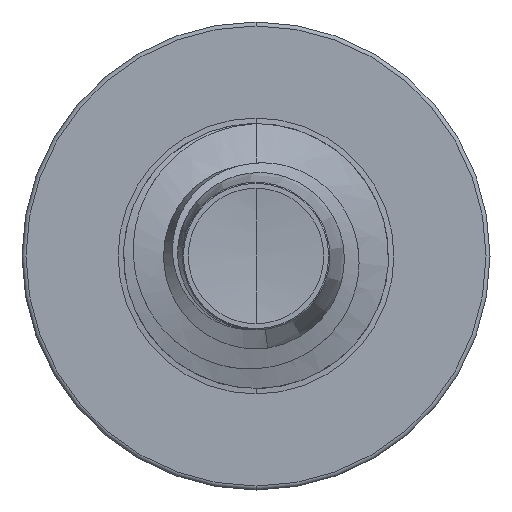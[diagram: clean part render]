
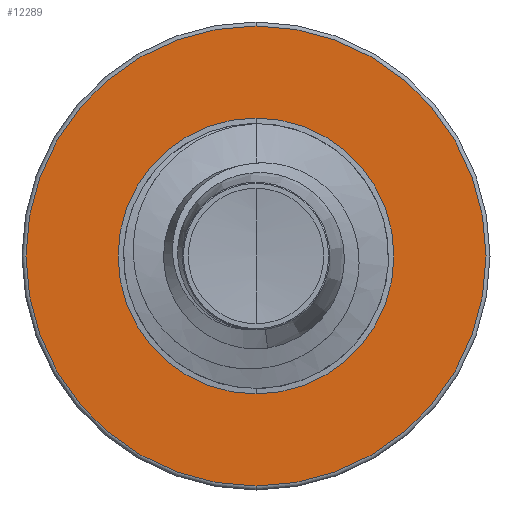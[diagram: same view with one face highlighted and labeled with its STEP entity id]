
A CAD part, front view. The second image highlights one B-rep face of the part: STEP entity #12289.
In plain terms, the highlighted planar face has unit normal (0, -1, 0).
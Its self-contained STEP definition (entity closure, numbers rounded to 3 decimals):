
#220 = VERTEX_POINT ( 'NONE', #4158 ) ;
#811 = CARTESIAN_POINT ( 'NONE',  ( 0., 5., 0. ) ) ;
#937 = PLANE ( 'NONE',  #3954 ) ;
#1112 = EDGE_CURVE ( 'NONE', #5784, #9957, #3108, .T. ) ;
#1196 = EDGE_LOOP ( 'NONE', ( #10016, #10197 ) ) ;
#1287 = DIRECTION ( 'NONE',  ( 0., 0., 1. ) ) ;
#1291 = DIRECTION ( 'NONE',  ( 0., 1., 0. ) ) ;
#1307 = CARTESIAN_POINT ( 'NONE',  ( 0., 5., 0. ) ) ;
#1314 = FACE_OUTER_BOUND ( 'NONE', #1196, .T. ) ;
#2390 = DIRECTION ( 'NONE',  ( 0., 0., 1. ) ) ;
#2712 = AXIS2_PLACEMENT_3D ( 'NONE', #11247, #9844, #9792 ) ;
#2769 = AXIS2_PLACEMENT_3D ( 'NONE', #811, #9502, #2390 ) ;
#3108 = CIRCLE ( 'NONE', #2712, 1.562 ) ;
#3954 = AXIS2_PLACEMENT_3D ( 'NONE', #9575, #11954, #6557 ) ;
#4158 = CARTESIAN_POINT ( 'NONE',  ( 0., 5., 2.605 ) ) ;
#4250 = CARTESIAN_POINT ( 'NONE',  ( 0., 5., 1.562 ) ) ;
#4268 = VERTEX_POINT ( 'NONE', #5856 ) ;
#4855 = CIRCLE ( 'NONE', #2769, 2.605 ) ;
#5712 = EDGE_CURVE ( 'NONE', #9957, #5784, #9574, .T. ) ;
#5784 = VERTEX_POINT ( 'NONE', #12717 ) ;
#5856 = CARTESIAN_POINT ( 'NONE',  ( 0., 5., -2.605 ) ) ;
#6557 = DIRECTION ( 'NONE',  ( 0., 0., 1. ) ) ;
#8171 = AXIS2_PLACEMENT_3D ( 'NONE', #1307, #1291, #1287 ) ;
#8762 = EDGE_CURVE ( 'NONE', #4268, #220, #10517, .T. ) ;
#9502 = DIRECTION ( 'NONE',  ( 0., 1., 0. ) ) ;
#9574 = CIRCLE ( 'NONE', #11723, 1.562 ) ;
#9575 = CARTESIAN_POINT ( 'NONE',  ( 0., 5., -1.562 ) ) ;
#9792 = DIRECTION ( 'NONE',  ( 0., 0., 1. ) ) ;
#9844 = DIRECTION ( 'NONE',  ( 0., 1., 0. ) ) ;
#9957 = VERTEX_POINT ( 'NONE', #4250 ) ;
#10016 = ORIENTED_EDGE ( 'NONE', *, *, #10415, .F. ) ;
#10197 = ORIENTED_EDGE ( 'NONE', *, *, #8762, .F. ) ;
#10240 = ORIENTED_EDGE ( 'NONE', *, *, #5712, .T. ) ;
#10415 = EDGE_CURVE ( 'NONE', #220, #4268, #4855, .T. ) ;
#10517 = CIRCLE ( 'NONE', #8171, 2.605 ) ;
#10559 = ORIENTED_EDGE ( 'NONE', *, *, #1112, .T. ) ;
#11247 = CARTESIAN_POINT ( 'NONE',  ( 0., 5., 0. ) ) ;
#11344 = EDGE_LOOP ( 'NONE', ( #10240, #10559 ) ) ;
#11723 = AXIS2_PLACEMENT_3D ( 'NONE', #12892, #12880, #12875 ) ;
#11954 = DIRECTION ( 'NONE',  ( 0., 1., 0. ) ) ;
#12289 = ADVANCED_FACE ( 'NONE', ( #1314, #12551 ), #937, .F. ) ;
#12551 = FACE_BOUND ( 'NONE', #11344, .T. ) ;
#12717 = CARTESIAN_POINT ( 'NONE',  ( 0., 5., -1.562 ) ) ;
#12875 = DIRECTION ( 'NONE',  ( 0., 0., 1. ) ) ;
#12880 = DIRECTION ( 'NONE',  ( 0., 1., 0. ) ) ;
#12892 = CARTESIAN_POINT ( 'NONE',  ( 0., 5., 0. ) ) ;
